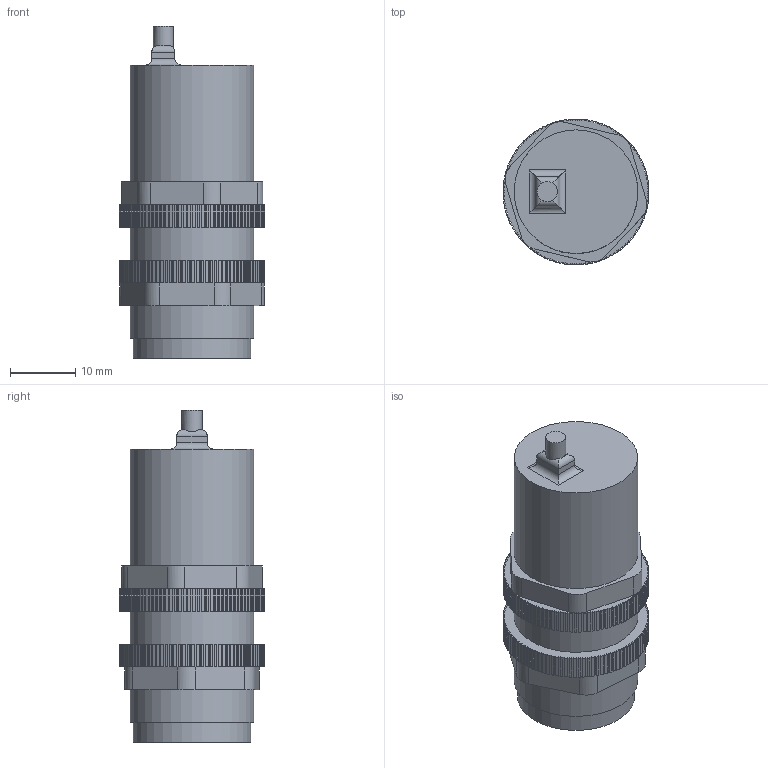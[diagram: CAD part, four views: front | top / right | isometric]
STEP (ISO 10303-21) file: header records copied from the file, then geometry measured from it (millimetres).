
FILE_DESCRIPTION(/* description */ (''),/* implementation_level */ '2;1');
FILE_NAME(/* name */ 'mz80-cad.stp',/* time_stamp */ '2018-01-30T18:04:23+09:00',/* author */ ('MONSTER'),/* organization */ (''),/* preprocessor_version */ 'ST-DEVELOPER v16.1',/* originating_system */ 'Autodesk Inventor 2016',/* authorisation */ '');
FILE_SCHEMA (('AUTOMOTIVE_DESIGN { 1 0 10303 214 3 1 1 }'));
Length unit declared in the file: millimetre
Products named in the file (3): MZ80; MZ80-Kapak; Assembly1
Assembly tree (3 placements, depth 2):
  Assembly1
    MZ80
    MZ80-Kapak  x2
Bounding box: 22.4 x 22.4 x 51 mm (x, y, z)
Volume: 13562.5 mm3; surface area: 5971 mm2
Topology: 3 solids, 3 shells, 945 faces, 2714 edges, 1780 vertices
Faces by surface type: plane 711, cylinder 234
Full cylindrical faces by diameter (mm): 3.079 x1, 17.5 x1, 18 x1, 19 x3
Entity records: 16048 total; most frequent: CARTESIAN_POINT 2866, ORIENTED_EDGE 2794, DIRECTION 2670, EDGE_CURVE 1397, LINE 1116, VECTOR 1116, VERTEX_POINT 917, AXIS2_PLACEMENT_3D 777
